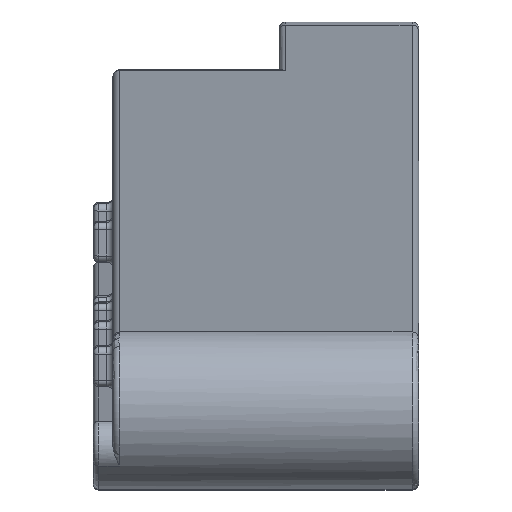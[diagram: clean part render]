
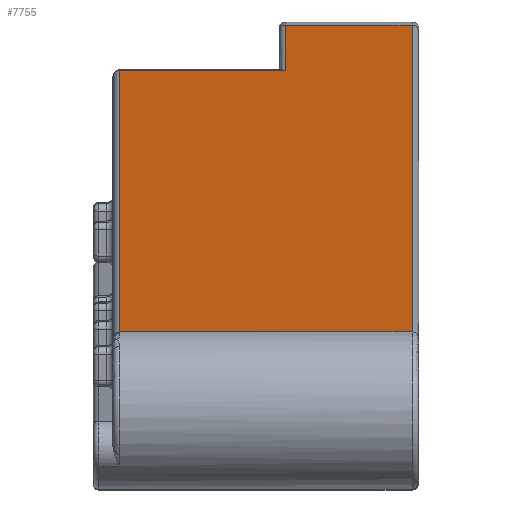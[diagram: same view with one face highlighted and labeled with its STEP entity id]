
A CAD part, left-side view. The second image highlights one B-rep face of the part: STEP entity #7755.
In plain terms, the highlighted planar face has unit normal (-0.171, 0, 0.985).
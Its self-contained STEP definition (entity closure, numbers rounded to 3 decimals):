
#126 = CARTESIAN_POINT ( 'NONE',  ( -22.437, 11.025, 12.227 ) ) ;
#419 = DIRECTION ( 'NONE',  ( -0.985, 0., -0.171 ) ) ;
#436 = ORIENTED_EDGE ( 'NONE', *, *, #7412, .F. ) ;
#562 = CARTESIAN_POINT ( 'NONE',  ( -2.708, 11.525, 15.642 ) ) ;
#1314 = CARTESIAN_POINT ( 'NONE',  ( -22.437, 11.525, 12.227 ) ) ;
#1379 = CARTESIAN_POINT ( 'NONE',  ( -136.361, 11.025, -7.493 ) ) ;
#2410 = VERTEX_POINT ( 'NONE', #11352 ) ;
#3137 = DIRECTION ( 'NONE',  ( -0.171, 0., 0.985 ) ) ;
#3237 = VERTEX_POINT ( 'NONE', #9659 ) ;
#3472 = DIRECTION ( 'NONE',  ( 0.985, 0., 0.171 ) ) ;
#3579 = EDGE_LOOP ( 'NONE', ( #436, #7190, #7629, #12837, #7214, #10763 ) ) ;
#3767 = EDGE_CURVE ( 'NONE', #9666, #14000, #12835, .T. ) ;
#4299 = FACE_OUTER_BOUND ( 'NONE', #3579, .T. ) ;
#5002 = EDGE_CURVE ( 'NONE', #2410, #3237, #10319, .T. ) ;
#5246 = CARTESIAN_POINT ( 'NONE',  ( -2.708, -11.025, 15.642 ) ) ;
#5324 = PLANE ( 'NONE',  #13324 ) ;
#5730 = VECTOR ( 'NONE', #11265, 1000. ) ;
#6494 = VECTOR ( 'NONE', #8043, 1000. ) ;
#7190 = ORIENTED_EDGE ( 'NONE', *, *, #5002, .T. ) ;
#7214 = ORIENTED_EDGE ( 'NONE', *, *, #14038, .T. ) ;
#7240 = DIRECTION ( 'NONE',  ( 0., 1., 0. ) ) ;
#7408 = LINE ( 'NONE', #1314, #12267 ) ;
#7412 = EDGE_CURVE ( 'NONE', #2410, #14000, #9609, .T. ) ;
#7629 = ORIENTED_EDGE ( 'NONE', *, *, #12620, .T. ) ;
#7699 = VECTOR ( 'NONE', #3472, 1000. ) ;
#7755 = ADVANCED_FACE ( 'NONE', ( #4299 ), #5324, .T. ) ;
#8043 = DIRECTION ( 'NONE',  ( 0., -1., 0. ) ) ;
#8048 = VECTOR ( 'NONE', #419, 1000. ) ;
#8361 = LINE ( 'NONE', #13127, #8048 ) ;
#8381 = CARTESIAN_POINT ( 'NONE',  ( -136.361, -11.025, -7.493 ) ) ;
#9207 = CARTESIAN_POINT ( 'NONE',  ( -136.361, 11.525, -7.493 ) ) ;
#9609 = LINE ( 'NONE', #14364, #12558 ) ;
#9659 = CARTESIAN_POINT ( 'NONE',  ( -22.437, -1.5, 12.227 ) ) ;
#9666 = VERTEX_POINT ( 'NONE', #8381 ) ;
#10319 = LINE ( 'NONE', #12445, #5730 ) ;
#10763 = ORIENTED_EDGE ( 'NONE', *, *, #3767, .T. ) ;
#11265 = DIRECTION ( 'NONE',  ( -0.985, 0., -0.171 ) ) ;
#11352 = CARTESIAN_POINT ( 'NONE',  ( -2.708, -1.5, 15.642 ) ) ;
#11538 = DIRECTION ( 'NONE',  ( 0.985, 0., 0.171 ) ) ;
#11540 = VERTEX_POINT ( 'NONE', #126 ) ;
#11621 = LINE ( 'NONE', #9207, #6494 ) ;
#12267 = VECTOR ( 'NONE', #7240, 1000. ) ;
#12445 = CARTESIAN_POINT ( 'NONE',  ( -2.708, -1.5, 15.642 ) ) ;
#12558 = VECTOR ( 'NONE', #12672, 1000. ) ;
#12620 = EDGE_CURVE ( 'NONE', #3237, #11540, #7408, .T. ) ;
#12672 = DIRECTION ( 'NONE',  ( 0., -1., 0. ) ) ;
#12835 = LINE ( 'NONE', #15330, #7699 ) ;
#12837 = ORIENTED_EDGE ( 'NONE', *, *, #13896, .T. ) ;
#13127 = CARTESIAN_POINT ( 'NONE',  ( -2.708, 11.025, 15.642 ) ) ;
#13324 = AXIS2_PLACEMENT_3D ( 'NONE', #562, #3137, #11538 ) ;
#13896 = EDGE_CURVE ( 'NONE', #11540, #14559, #8361, .T. ) ;
#14000 = VERTEX_POINT ( 'NONE', #5246 ) ;
#14038 = EDGE_CURVE ( 'NONE', #14559, #9666, #11621, .T. ) ;
#14364 = CARTESIAN_POINT ( 'NONE',  ( -2.708, 11.525, 15.642 ) ) ;
#14559 = VERTEX_POINT ( 'NONE', #1379 ) ;
#15330 = CARTESIAN_POINT ( 'NONE',  ( -2.708, -11.025, 15.642 ) ) ;
